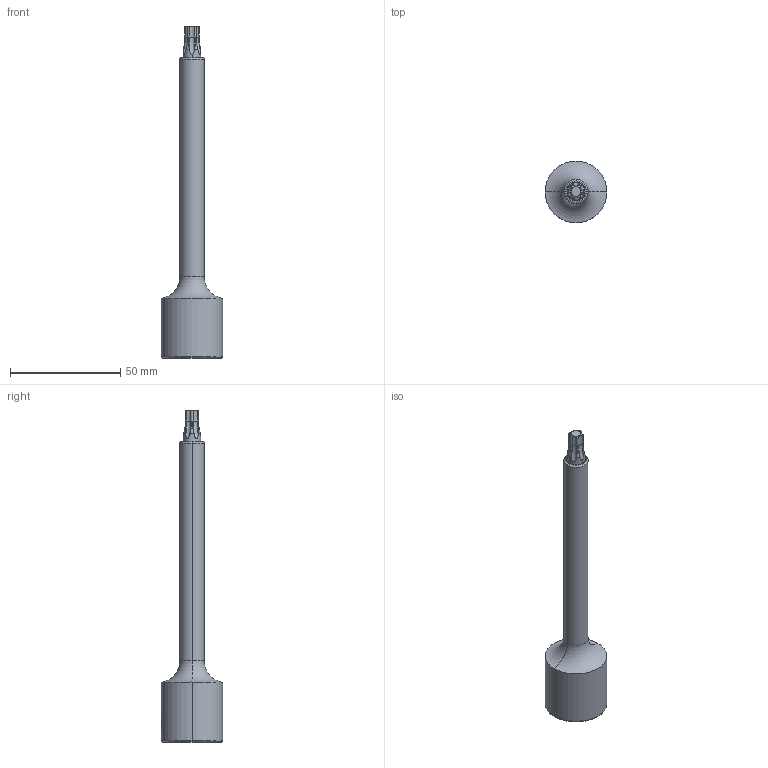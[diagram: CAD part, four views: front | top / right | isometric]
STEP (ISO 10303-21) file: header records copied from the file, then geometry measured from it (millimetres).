
FILE_DESCRIPTION((''),'2;1');
FILE_NAME('4027137340_ASM','2024-01-08T10:33:49',('a00565553'),(''),'CREO PARAMETRIC BY PTC INC, 2022414','CREO PARAMETRIC BY PTC INC, 2022414','');
FILE_SCHEMA(('CONFIG_CONTROL_DESIGN','GEOMETRIC_VALIDATION_PROPERTIES_MIM'));
Length unit declared in the file: millimetre
Products named in the file (3): 4027132840; 4027299345; 4027137340_ASM
Assembly tree (2 placements, depth 2):
  4027137340_ASM
    4027132840
    4027299345
Bounding box: 28 x 28 x 150.3 mm (x, y, z)
Volume: 22614 mm3; surface area: 18871.3 mm2
Topology: 2 solids, 2 shells, 105 faces, 267 edges, 164 vertices
Faces by surface type: cylinder 45, torus 37, plane 15, cone 8
Entity records: 4299 total; most frequent: CARTESIAN_POINT 1476, ORIENTED_EDGE 534, DIRECTION 496, EDGE_CURVE 267, AXIS2_PLACEMENT_3D 218, VERTEX_POINT 164, EDGE_LOOP 111, CIRCLE 108
